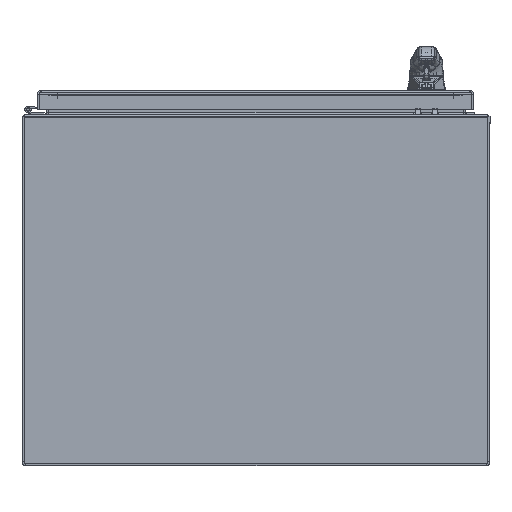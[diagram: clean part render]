
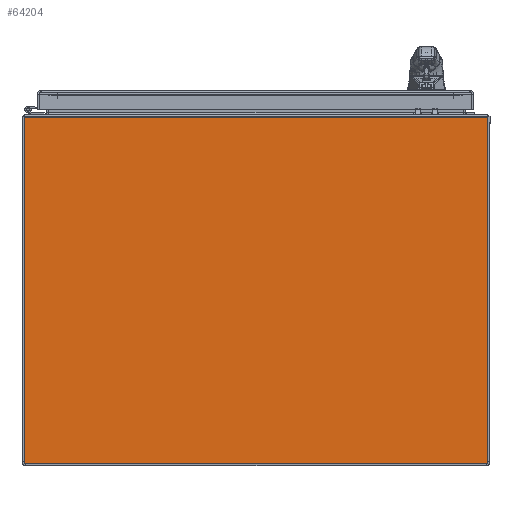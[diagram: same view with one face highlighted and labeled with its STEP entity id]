
A CAD part, front view. The second image highlights one B-rep face of the part: STEP entity #64204.
In plain terms, the highlighted face is planar.
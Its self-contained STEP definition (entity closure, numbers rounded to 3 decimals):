
#13626=FACE_OUTER_BOUND('',#16391,.T.);
#16391=EDGE_LOOP('',(#48237,#48238,#48239,#48240));
#19418=LINE('',#91230,#24176);
#19423=LINE('',#91246,#24181);
#19426=LINE('',#91252,#24184);
#19427=LINE('',#91253,#24185);
#24176=VECTOR('',#74324,0.394);
#24181=VECTOR('',#74345,0.394);
#24184=VECTOR('',#74350,0.394);
#24185=VECTOR('',#74351,0.394);
#28857=VERTEX_POINT('',#91227);
#28858=VERTEX_POINT('',#91229);
#28861=VERTEX_POINT('',#91245);
#28863=VERTEX_POINT('',#91251);
#37840=EDGE_CURVE('',#28858,#28857,#19418,.T.);
#37848=EDGE_CURVE('',#28858,#28861,#19423,.T.);
#37851=EDGE_CURVE('',#28863,#28857,#19426,.T.);
#37852=EDGE_CURVE('',#28861,#28863,#19427,.T.);
#48237=ORIENTED_EDGE('',*,*,#37840,.T.);
#48238=ORIENTED_EDGE('',*,*,#37851,.F.);
#48239=ORIENTED_EDGE('',*,*,#37852,.F.);
#48240=ORIENTED_EDGE('',*,*,#37848,.F.);
#61217=PLANE('',#67848);
#64204=ADVANCED_FACE('',(#13626),#61217,.T.);
#67848=AXIS2_PLACEMENT_3D('',#91250,#74348,#74349);
#74324=DIRECTION('',(1.,0.,0.));
#74345=DIRECTION('',(0.,1.,0.));
#74348=DIRECTION('center_axis',(0.,0.,1.));
#74349=DIRECTION('ref_axis',(1.,0.,0.));
#74350=DIRECTION('',(0.,-1.,0.));
#74351=DIRECTION('',(1.,0.,0.));
#91227=CARTESIAN_POINT('',(11.959,-8.813,0.104));
#91229=CARTESIAN_POINT('',(-11.959,-8.813,0.104));
#91230=CARTESIAN_POINT('',(-5.979,-8.813,0.104));
#91245=CARTESIAN_POINT('',(-11.959,9.011,0.104));
#91246=CARTESIAN_POINT('',(-11.959,-9.011,0.104));
#91250=CARTESIAN_POINT('Origin',(0.,0.,
0.104));
#91251=CARTESIAN_POINT('',(11.959,9.01,0.104));
#91252=CARTESIAN_POINT('',(11.959,9.01,0.104));
#91253=CARTESIAN_POINT('',(-11.959,9.011,0.104));
